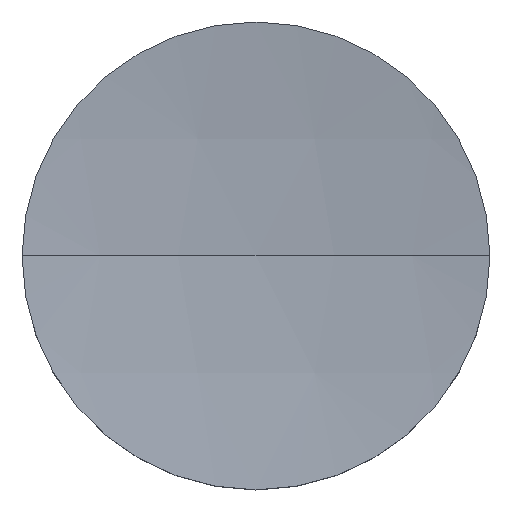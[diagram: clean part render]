
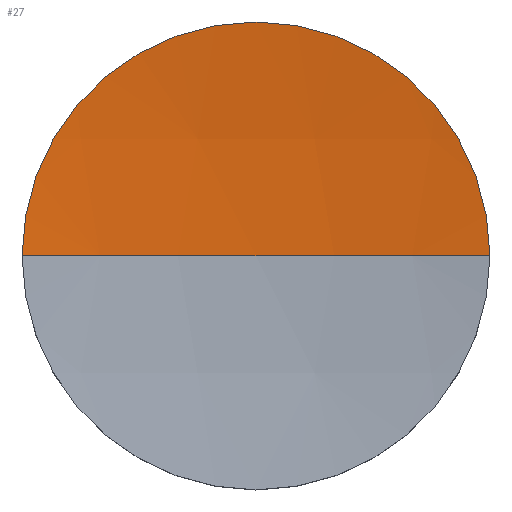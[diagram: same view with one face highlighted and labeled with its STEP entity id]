
A CAD part, top view. The second image highlights one B-rep face of the part: STEP entity #27.
In plain terms, the highlighted spherical face has radius 100 mm.
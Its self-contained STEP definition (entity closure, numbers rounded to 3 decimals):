
#3 = DIRECTION ( 'NONE',  ( 1., 0., 0. ) ) ;
#8 = ORIENTED_EDGE ( 'NONE', *, *, #97, .F. ) ;
#27 = ADVANCED_FACE ( 'NONE', ( #159 ), #148, .F. ) ;
#36 = DIRECTION ( 'NONE',  ( 0., 0., 1. ) ) ;
#39 = EDGE_CURVE ( 'NONE', #87, #42, #59, .T. ) ;
#40 = CARTESIAN_POINT ( 'NONE',  ( 12.7, 0., 6. ) ) ;
#41 = CARTESIAN_POINT ( 'NONE',  ( 0., 0., 105.19 ) ) ;
#42 = VERTEX_POINT ( 'NONE', #112 ) ;
#48 = CARTESIAN_POINT ( 'NONE',  ( -12.7, 0., 6. ) ) ;
#51 = VERTEX_POINT ( 'NONE', #40 ) ;
#59 = CIRCLE ( 'NONE', #190, 100. ) ;
#82 = CIRCLE ( 'NONE', #107, 12.7 ) ;
#83 = CARTESIAN_POINT ( 'NONE',  ( 0., 0., 6. ) ) ;
#86 = CARTESIAN_POINT ( 'NONE',  ( 0., 0., 105.19 ) ) ;
#87 = VERTEX_POINT ( 'NONE', #48 ) ;
#94 = EDGE_CURVE ( 'NONE', #51, #42, #177, .T. ) ;
#96 = DIRECTION ( 'NONE',  ( 1., 0., 0. ) ) ;
#97 = EDGE_CURVE ( 'NONE', #87, #51, #82, .T. ) ;
#102 = DIRECTION ( 'NONE',  ( 0., -1., 0. ) ) ;
#107 = AXIS2_PLACEMENT_3D ( 'NONE', #83, #167, #96 ) ;
#112 = CARTESIAN_POINT ( 'NONE',  ( 0., 0., 5.19 ) ) ;
#115 = CARTESIAN_POINT ( 'NONE',  ( 0., 0., 105.19 ) ) ;
#123 = AXIS2_PLACEMENT_3D ( 'NONE', #115, #197, #168 ) ;
#129 = ORIENTED_EDGE ( 'NONE', *, *, #39, .T. ) ;
#133 = ORIENTED_EDGE ( 'NONE', *, *, #94, .F. ) ;
#148 = SPHERICAL_SURFACE ( 'NONE', #123, 100. ) ;
#149 = EDGE_LOOP ( 'NONE', ( #8, #129, #133 ) ) ;
#159 = FACE_OUTER_BOUND ( 'NONE', #149, .T. ) ;
#165 = AXIS2_PLACEMENT_3D ( 'NONE', #86, #181, #36 ) ;
#167 = DIRECTION ( 'NONE',  ( 0., 0., -1. ) ) ;
#168 = DIRECTION ( 'NONE',  ( 1., 0., 0. ) ) ;
#177 = CIRCLE ( 'NONE', #165, 100. ) ;
#181 = DIRECTION ( 'NONE',  ( 0., 1., 0. ) ) ;
#190 = AXIS2_PLACEMENT_3D ( 'NONE', #41, #102, #3 ) ;
#197 = DIRECTION ( 'NONE',  ( 0., -1., 0. ) ) ;
